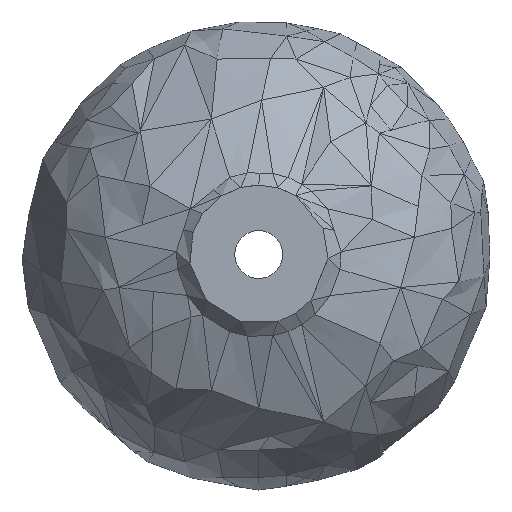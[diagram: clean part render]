
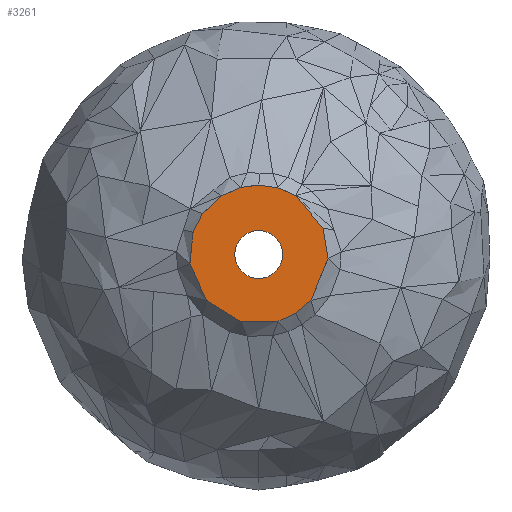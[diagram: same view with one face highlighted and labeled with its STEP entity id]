
A CAD part, front view. The second image highlights one B-rep face of the part: STEP entity #3261.
In plain terms, the highlighted planar face has unit normal (0, -1, 0).
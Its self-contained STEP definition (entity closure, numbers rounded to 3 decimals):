
#93 = DIRECTION ( 'NONE',  ( 0.101, 0., 0.995 ) ) ;
#116 = VECTOR ( 'NONE', #1807, 1000. ) ;
#151 = CARTESIAN_POINT ( 'NONE',  ( -62.702, -160., -8.294 ) ) ;
#225 = VECTOR ( 'NONE', #1895, 1000. ) ;
#278 = CARTESIAN_POINT ( 'NONE',  ( 33.567, -160., -53.609 ) ) ;
#323 = VECTOR ( 'NONE', #1953, 1000. ) ;
#448 = DIRECTION ( 'NONE',  ( 1., 0., 0. ) ) ;
#469 = LINE ( 'NONE', #5427, #1474 ) ;
#502 = EDGE_CURVE ( 'NONE', #4548, #4961, #1150, .T. ) ;
#521 = VECTOR ( 'NONE', #3547, 1000. ) ;
#525 = CARTESIAN_POINT ( 'NONE',  ( -59.761, -160., 20.716 ) ) ;
#529 = VERTEX_POINT ( 'NONE', #1434 ) ;
#555 = CARTESIAN_POINT ( 'NONE',  ( 58.564, -160., 23.888 ) ) ;
#769 = CARTESIAN_POINT ( 'NONE',  ( -47.572, -160., -41.687 ) ) ;
#783 = ORIENTED_EDGE ( 'NONE', *, *, #502, .F. ) ;
#833 = VERTEX_POINT ( 'NONE', #4676 ) ;
#856 = VERTEX_POINT ( 'NONE', #525 ) ;
#876 = FACE_BOUND ( 'NONE', #1885, .T. ) ;
#880 = ORIENTED_EDGE ( 'NONE', *, *, #3706, .F. ) ;
#889 = CARTESIAN_POINT ( 'NONE',  ( 0., -160., 63.25 ) ) ;
#912 = EDGE_CURVE ( 'NONE', #4961, #2329, #3932, .T. ) ;
#919 = ORIENTED_EDGE ( 'NONE', *, *, #5742, .F. ) ;
#964 = EDGE_CURVE ( 'NONE', #3439, #5407, #2545, .T. ) ;
#972 = LINE ( 'NONE', #1254, #521 ) ;
#1104 = LINE ( 'NONE', #5625, #5334 ) ;
#1150 = LINE ( 'NONE', #3788, #323 ) ;
#1169 = ORIENTED_EDGE ( 'NONE', *, *, #3413, .F. ) ;
#1176 = DIRECTION ( 'NONE',  ( -0.378, 0., -0.926 ) ) ;
#1223 = DIRECTION ( 'NONE',  ( -0.913, 0., -0.407 ) ) ;
#1254 = CARTESIAN_POINT ( 'NONE',  ( -33.565, -160., 53.61 ) ) ;
#1263 = ORIENTED_EDGE ( 'NONE', *, *, #2606, .F. ) ;
#1268 = EDGE_LOOP ( 'NONE', ( #1971, #1415, #4739, #5170, #1728, #783, #2398, #1263, #919, #5171, #880, #3266, #1169, #4399, #2245 ) ) ;
#1357 = DIRECTION ( 'NONE',  ( 0.991, 0., 0.131 ) ) ;
#1415 = ORIENTED_EDGE ( 'NONE', *, *, #2940, .F. ) ;
#1434 = CARTESIAN_POINT ( 'NONE',  ( 0., -160., 21.8 ) ) ;
#1445 = CARTESIAN_POINT ( 'NONE',  ( 47.556, -160., -41.699 ) ) ;
#1466 = CARTESIAN_POINT ( 'NONE',  ( 17.466, -160., 60.79 ) ) ;
#1474 = VECTOR ( 'NONE', #4515, 1000. ) ;
#1580 = DIRECTION ( 'NONE',  ( 0.913, 0., -0.407 ) ) ;
#1581 = VECTOR ( 'NONE', #1176, 1000. ) ;
#1674 = AXIS2_PLACEMENT_3D ( 'NONE', #5544, #2766, #448 ) ;
#1728 = ORIENTED_EDGE ( 'NONE', *, *, #912, .F. ) ;
#1769 = EDGE_CURVE ( 'NONE', #3981, #4993, #2372, .T. ) ;
#1777 = VECTOR ( 'NONE', #2515, 1000. ) ;
#1807 = DIRECTION ( 'NONE',  ( -0.413, 0., 0.911 ) ) ;
#1861 = VECTOR ( 'NONE', #5147, 1000. ) ;
#1885 = EDGE_LOOP ( 'NONE', ( #4433 ) ) ;
#1895 = DIRECTION ( 'NONE',  ( 0.99, 0., -0.139 ) ) ;
#1906 = VERTEX_POINT ( 'NONE', #3466 ) ;
#1931 = EDGE_CURVE ( 'NONE', #3511, #2478, #1104, .T. ) ;
#1953 = DIRECTION ( 'NONE',  ( -1., 0., -0.008 ) ) ;
#1971 = ORIENTED_EDGE ( 'NONE', *, *, #4253, .F. ) ;
#1987 = CARTESIAN_POINT ( 'NONE',  ( 0., -160., 0. ) ) ;
#2132 = CARTESIAN_POINT ( 'NONE',  ( 47.552, -160., -41.711 ) ) ;
#2141 = EDGE_CURVE ( 'NONE', #833, #4548, #3484, .T. ) ;
#2148 = DIRECTION ( 'NONE',  ( -0.761, 0., -0.648 ) ) ;
#2206 = CARTESIAN_POINT ( 'NONE',  ( 0.007, -160., 63.251 ) ) ;
#2227 = CARTESIAN_POINT ( 'NONE',  ( 33.569, -160., 53.606 ) ) ;
#2230 = PLANE ( 'NONE',  #1674 ) ;
#2245 = ORIENTED_EDGE ( 'NONE', *, *, #1931, .F. ) ;
#2258 = FACE_OUTER_BOUND ( 'NONE', #1268, .T. ) ;
#2329 = VERTEX_POINT ( 'NONE', #4591 ) ;
#2346 = VERTEX_POINT ( 'NONE', #889 ) ;
#2372 = LINE ( 'NONE', #4209, #1861 ) ;
#2398 = ORIENTED_EDGE ( 'NONE', *, *, #2141, .F. ) ;
#2408 = DIRECTION ( 'NONE',  ( 0., -1., 0. ) ) ;
#2431 = CARTESIAN_POINT ( 'NONE',  ( -33.572, -160., 53.604 ) ) ;
#2478 = VERTEX_POINT ( 'NONE', #4733 ) ;
#2515 = DIRECTION ( 'NONE',  ( -0.849, 0., 0.529 ) ) ;
#2540 = VERTEX_POINT ( 'NONE', #151 ) ;
#2545 = LINE ( 'NONE', #3509, #4560 ) ;
#2606 = EDGE_CURVE ( 'NONE', #5181, #833, #2630, .T. ) ;
#2630 = LINE ( 'NONE', #278, #5920 ) ;
#2634 = VECTOR ( 'NONE', #1223, 1000. ) ;
#2638 = VECTOR ( 'NONE', #1357, 1000. ) ;
#2766 = DIRECTION ( 'NONE',  ( 0., 1., 0. ) ) ;
#2940 = EDGE_CURVE ( 'NONE', #856, #1906, #5552, .T. ) ;
#3255 = CARTESIAN_POINT ( 'NONE',  ( -51.272, -160., 37.038 ) ) ;
#3261 = ADVANCED_FACE ( 'NONE', ( #876, #2258 ), #2230, .F. ) ;
#3266 = ORIENTED_EDGE ( 'NONE', *, *, #964, .F. ) ;
#3371 = EDGE_CURVE ( 'NONE', #2329, #2540, #4093, .T. ) ;
#3413 = EDGE_CURVE ( 'NONE', #2346, #3439, #5663, .T. ) ;
#3439 = VERTEX_POINT ( 'NONE', #1466 ) ;
#3466 = CARTESIAN_POINT ( 'NONE',  ( -51.276, -160., 37.031 ) ) ;
#3484 = LINE ( 'NONE', #5358, #2634 ) ;
#3509 = CARTESIAN_POINT ( 'NONE',  ( 33.579, -160., 53.601 ) ) ;
#3511 = VERTEX_POINT ( 'NONE', #2431 ) ;
#3547 = DIRECTION ( 'NONE',  ( 0.73, 0., 0.683 ) ) ;
#3621 = VECTOR ( 'NONE', #93, 1000. ) ;
#3624 = CARTESIAN_POINT ( 'NONE',  ( -16.486, -160., -61.062 ) ) ;
#3706 = EDGE_CURVE ( 'NONE', #5407, #3981, #469, .T. ) ;
#3731 = CARTESIAN_POINT ( 'NONE',  ( 17.473, -160., 60.789 ) ) ;
#3788 = CARTESIAN_POINT ( 'NONE',  ( -16.5, -160., -61.062 ) ) ;
#3888 = VECTOR ( 'NONE', #5094, 1000. ) ;
#3932 = LINE ( 'NONE', #769, #1777 ) ;
#3981 = VERTEX_POINT ( 'NONE', #555 ) ;
#4093 = LINE ( 'NONE', #5059, #116 ) ;
#4209 = CARTESIAN_POINT ( 'NONE',  ( 63.154, -160., -3.508 ) ) ;
#4253 = EDGE_CURVE ( 'NONE', #1906, #3511, #972, .T. ) ;
#4275 = DIRECTION ( 'NONE',  ( 0., 0., 1. ) ) ;
#4288 = DIRECTION ( 'NONE',  ( 0.916, 0., 0.4 ) ) ;
#4399 = ORIENTED_EDGE ( 'NONE', *, *, #5016, .F. ) ;
#4433 = ORIENTED_EDGE ( 'NONE', *, *, #5105, .F. ) ;
#4463 = CARTESIAN_POINT ( 'NONE',  ( 17.469, -160., -60.789 ) ) ;
#4515 = DIRECTION ( 'NONE',  ( 0.644, 0., -0.765 ) ) ;
#4529 = CARTESIAN_POINT ( 'NONE',  ( 63.152, -160., -3.494 ) ) ;
#4548 = VERTEX_POINT ( 'NONE', #4463 ) ;
#4560 = VECTOR ( 'NONE', #1580, 1000. ) ;
#4591 = CARTESIAN_POINT ( 'NONE',  ( -47.559, -160., -41.695 ) ) ;
#4676 = CARTESIAN_POINT ( 'NONE',  ( 33.573, -160., -53.604 ) ) ;
#4733 = CARTESIAN_POINT ( 'NONE',  ( -16.486, -160., 61.063 ) ) ;
#4739 = ORIENTED_EDGE ( 'NONE', *, *, #5979, .F. ) ;
#4750 = AXIS2_PLACEMENT_3D ( 'NONE', #1987, #2408, #4275 ) ;
#4961 = VERTEX_POINT ( 'NONE', #3624 ) ;
#4993 = VERTEX_POINT ( 'NONE', #4529 ) ;
#5016 = EDGE_CURVE ( 'NONE', #2478, #2346, #5896, .T. ) ;
#5059 = CARTESIAN_POINT ( 'NONE',  ( -62.708, -160., -8.282 ) ) ;
#5094 = DIRECTION ( 'NONE',  ( 0.461, 0., 0.887 ) ) ;
#5105 = EDGE_CURVE ( 'NONE', #529, #529, #5342, .T. ) ;
#5140 = LINE ( 'NONE', #5566, #3621 ) ;
#5147 = DIRECTION ( 'NONE',  ( 0.165, 0., -0.986 ) ) ;
#5170 = ORIENTED_EDGE ( 'NONE', *, *, #3371, .F. ) ;
#5171 = ORIENTED_EDGE ( 'NONE', *, *, #1769, .F. ) ;
#5181 = VERTEX_POINT ( 'NONE', #1445 ) ;
#5334 = VECTOR ( 'NONE', #4288, 1000. ) ;
#5342 = CIRCLE ( 'NONE', #4750, 21.8 ) ;
#5358 = CARTESIAN_POINT ( 'NONE',  ( 17.459, -160., -60.793 ) ) ;
#5407 = VERTEX_POINT ( 'NONE', #2227 ) ;
#5427 = CARTESIAN_POINT ( 'NONE',  ( 58.573, -160., 23.877 ) ) ;
#5544 = CARTESIAN_POINT ( 'NONE',  ( 282.178, -160., 116.906 ) ) ;
#5552 = LINE ( 'NONE', #3255, #3888 ) ;
#5566 = CARTESIAN_POINT ( 'NONE',  ( -59.76, -160., 20.726 ) ) ;
#5625 = CARTESIAN_POINT ( 'NONE',  ( -16.48, -160., 61.066 ) ) ;
#5663 = LINE ( 'NONE', #3731, #225 ) ;
#5742 = EDGE_CURVE ( 'NONE', #4993, #5181, #5758, .T. ) ;
#5758 = LINE ( 'NONE', #2132, #1581 ) ;
#5896 = LINE ( 'NONE', #2206, #2638 ) ;
#5920 = VECTOR ( 'NONE', #2148, 1000. ) ;
#5979 = EDGE_CURVE ( 'NONE', #2540, #856, #5140, .T. ) ;
